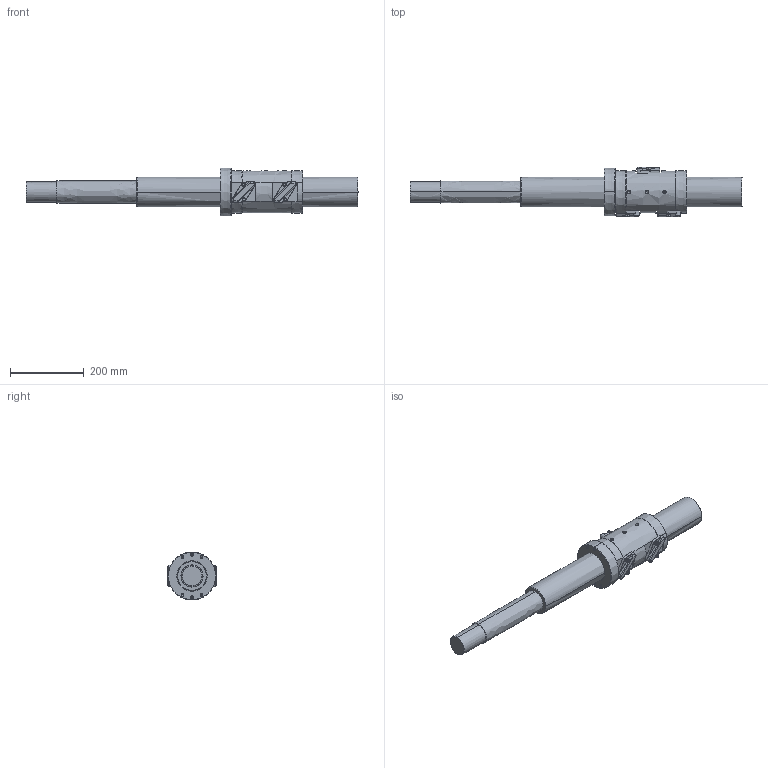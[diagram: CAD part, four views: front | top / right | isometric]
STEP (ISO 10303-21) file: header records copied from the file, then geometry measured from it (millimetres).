
FILE_DESCRIPTION((''),'2;1');
FILE_NAME('00_HSP8016FD_ASM','2022-07-13T16:08:04',('10019049'),(''),'CREO PARAMETRIC BY PTC INC, 2019080','CREO PARAMETRIC BY PTC INC, 2019080','');
FILE_SCHEMA(('CONFIG_CONTROL_DESIGN'));
Length unit declared in the file: millimetre
Products named in the file (6): NUT_HSP8016FD; ST_HSP8016FD; LOCKER_HSP8016FD; __6_0001; M616_0001; 00_HSP8016FD_ASM
Assembly tree (17 placements, depth 2):
  00_HSP8016FD_ASM
    NUT_HSP8016FD
    ST_HSP8016FD
    LOCKER_HSP8016FD  x3
    __6_0001  x6
    M616_0001  x6
Bounding box: 900 x 133 x 130 mm (x, y, z)
Surface area: 401456.6 mm2 (no closed solid volume)
Topology: 0 solids, 0 shells, 457 faces, 2080 edges, 2044 vertices
Faces by surface type: bspline 426, torus 31
Entity records: 22163 total; most frequent: CARTESIAN_POINT 13080, DIRECTION 1485, TRIMMED_CURVE 1222, VECTOR 1019, LINE 1019, DEFINITIONAL_REPRESENTATION 948, PCURVE 948, COMPOSITE_CURVE_SEGMENT 948
